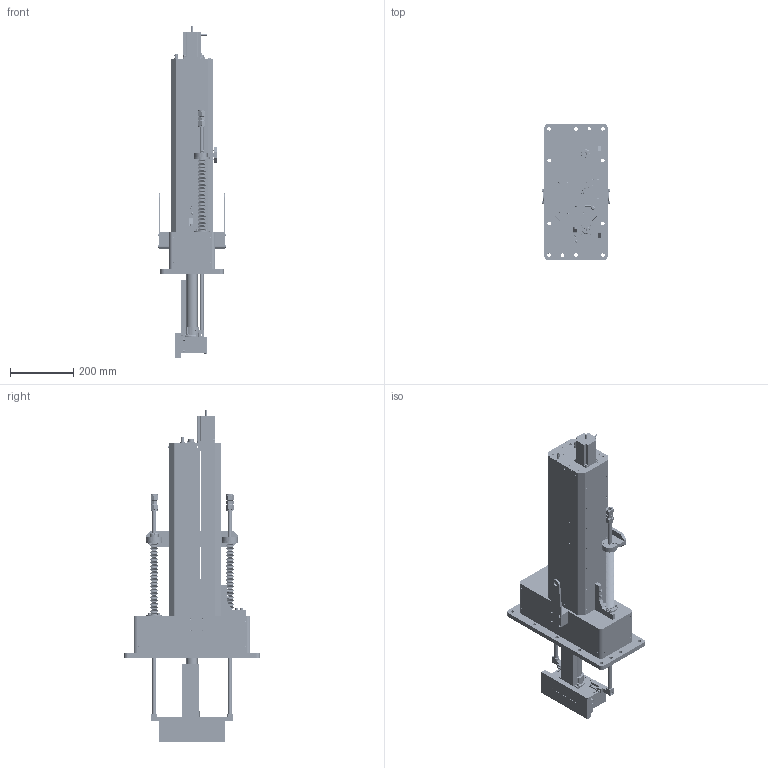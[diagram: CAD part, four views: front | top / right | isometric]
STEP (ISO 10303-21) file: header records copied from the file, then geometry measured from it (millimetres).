
FILE_DESCRIPTION (( 'STEP AP203' ), '1' );
FILE_NAME ('1800471.STEP', '2019-02-06T17:00:59', ( '' ), ( '' ), 'SwSTEP 2.0', 'SolidWorks 2018', '' );
FILE_SCHEMA (( 'CONFIG_CONTROL_DESIGN' ));
Length unit declared in the file: millimetre
Products named in the file (1): 1800471
Bounding box: 214 x 430 x 1050.59 mm (x, y, z)
Surface area: 1927089.6 mm2 (no closed solid volume)
Topology: 0 solids, 176 shells, 6224 faces, 14894 edges, 9085 vertices
Faces by surface type: plane 2257, cylinder 1923, cone 1649, torus 256, bspline 123, sphere 16
Entity records: 211852 total; most frequent: CARTESIAN_POINT 70365, DIRECTION 29617, ORIENTED_EDGE 28987, EDGE_CURVE 14612, AXIS2_PLACEMENT_3D 11732, VERTEX_POINT 9073, EDGE_LOOP 7193, ADVANCED_FACE 6224
